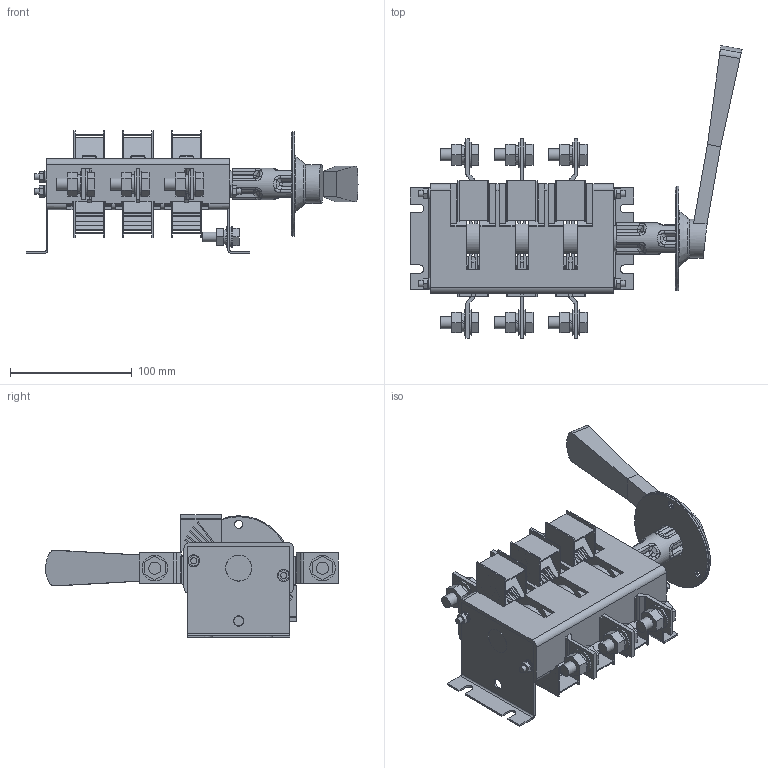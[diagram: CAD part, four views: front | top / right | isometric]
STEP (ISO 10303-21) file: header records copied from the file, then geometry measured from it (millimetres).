
FILE_DESCRIPTION (( 'STEP AP214' ), '1' );
FILE_NAME ('SRK21-111-250 Âûêëþ÷àòåëü-ðàçúåäèíèòåëü ÂÐ32È-35Â31250 250À IEK.STEP', '2018-05-08T12:18:28', ( '' ), ( '' ), 'SwSTEP 2.0', 'SolidWorks 2014', '' );
FILE_SCHEMA (( 'AUTOMOTIVE_DESIGN' ));
Length unit declared in the file: millimetre
Products named in the file (1): SRK21-111-250 Âûêëþ÷àòåëü-ðàçúåäèíèòåëü ÂÐ32È-35Â31250 250À IEK
Bounding box: 273.05 x 240.83 x 101 mm (x, y, z)
Volume: 634559.6 mm3; surface area: 254389.6 mm2
Topology: 25 solids, 25 shells, 1739 faces, 4756 edges, 3074 vertices
Faces by surface type: plane 1023, cylinder 579, bspline 131, torus 4, cone 2
Full cylindrical faces by diameter (mm): 5 x8, 5.2 x4, 6.5 x6, 8 x2, 8.2 x3, 8.5 x2, 10 x16, 10.3 x12, 11 x6, 11.364 x1, 12.5 x1, 14.9 x1, 17 x3, 21 x12, 21.3 x2, 21.5 x2, 23.8 x1, 26 x1, 28 x1, 32 x1, 84.5 x1, 86 x1
Entity records: 64401 total; most frequent: CARTESIAN_POINT 20880, ORIENTED_EDGE 9198, DIRECTION 8601, EDGE_CURVE 4599, LINE 3057, VECTOR 3057, VERTEX_POINT 3042, AXIS2_PLACEMENT_3D 2772
